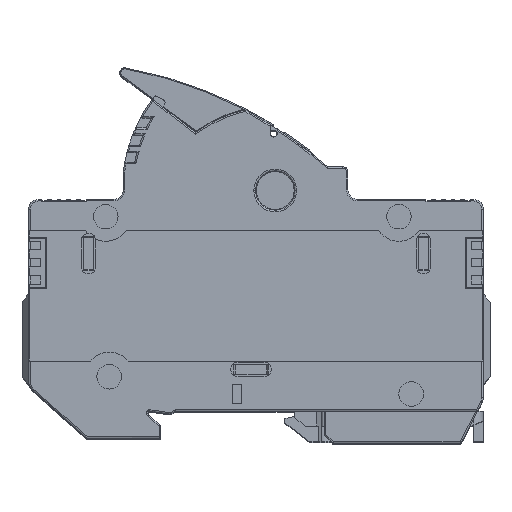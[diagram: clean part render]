
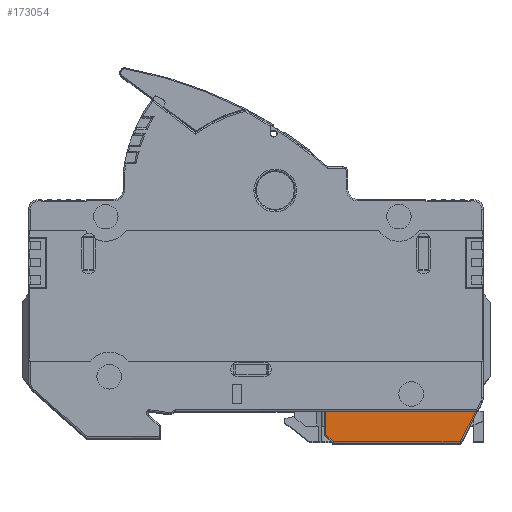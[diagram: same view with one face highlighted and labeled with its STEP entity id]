
A CAD part, top view. The second image highlights one B-rep face of the part: STEP entity #173054.
In plain terms, the highlighted planar face has unit normal (0, 0, 1).
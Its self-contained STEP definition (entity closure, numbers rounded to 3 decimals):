
#1076 = CARTESIAN_POINT ( 'NONE',  ( 25.334, -3.574, 91.6 ) ) ;
#7693 = CARTESIAN_POINT ( 'NONE',  ( -3.608, -9.774, 91.6 ) ) ;
#15564 = DIRECTION ( 'NONE',  ( 0., -1., 0. ) ) ;
#28898 = EDGE_CURVE ( 'NONE', #47342, #105107, #155142, .T. ) ;
#31507 = EDGE_CURVE ( 'NONE', #120456, #43509, #72928, .T. ) ;
#43509 = VERTEX_POINT ( 'NONE', #163518 ) ;
#44465 = DIRECTION ( 'NONE',  ( -0.457, -0.89, 0. ) ) ;
#47342 = VERTEX_POINT ( 'NONE', #48921 ) ;
#48921 = CARTESIAN_POINT ( 'NONE',  ( -3.608, -9.774, 91.6 ) ) ;
#51849 = EDGE_LOOP ( 'NONE', ( #98212, #54667, #166285, #134335, #75942 ) ) ;
#53197 = AXIS2_PLACEMENT_3D ( 'NONE', #103291, #86792, #162381 ) ;
#54667 = ORIENTED_EDGE ( 'NONE', *, *, #151520, .F. ) ;
#60211 = CARTESIAN_POINT ( 'NONE',  ( -5.132, -3.574, 91.6 ) ) ;
#64046 = LINE ( 'NONE', #60211, #65826 ) ;
#65826 = VECTOR ( 'NONE', #15564, 1000. ) ;
#71690 = CARTESIAN_POINT ( 'NONE',  ( 25.334, -3.574, 91.6 ) ) ;
#72928 = LINE ( 'NONE', #1076, #87586 ) ;
#74148 = PLANE ( 'NONE',  #53197 ) ;
#74453 = CARTESIAN_POINT ( 'NONE',  ( 22.151, -9.774, 91.6 ) ) ;
#75942 = ORIENTED_EDGE ( 'NONE', *, *, #31507, .T. ) ;
#76358 = DIRECTION ( 'NONE',  ( -0.707, 0.707, 0. ) ) ;
#78274 = LINE ( 'NONE', #80183, #145944 ) ;
#80183 = CARTESIAN_POINT ( 'NONE',  ( -3.608, -9.774, 91.6 ) ) ;
#82266 = CARTESIAN_POINT ( 'NONE',  ( 25.334, -3.574, 91.6 ) ) ;
#86792 = DIRECTION ( 'NONE',  ( 0., 0., 1. ) ) ;
#87586 = VECTOR ( 'NONE', #120433, 1000. ) ;
#92001 = EDGE_CURVE ( 'NONE', #43509, #161030, #64046, .T. ) ;
#96810 = CARTESIAN_POINT ( 'NONE',  ( -5.132, -8.249, 91.6 ) ) ;
#98212 = ORIENTED_EDGE ( 'NONE', *, *, #92001, .T. ) ;
#103291 = CARTESIAN_POINT ( 'NONE',  ( 36.865, -6.874, 91.6 ) ) ;
#103906 = EDGE_CURVE ( 'NONE', #120456, #105107, #150164, .T. ) ;
#105107 = VERTEX_POINT ( 'NONE', #74453 ) ;
#115163 = VECTOR ( 'NONE', #44465, 1000. ) ;
#120433 = DIRECTION ( 'NONE',  ( -1., 0., 0. ) ) ;
#120456 = VERTEX_POINT ( 'NONE', #82266 ) ;
#134335 = ORIENTED_EDGE ( 'NONE', *, *, #103906, .F. ) ;
#145944 = VECTOR ( 'NONE', #76358, 1000. ) ;
#150164 = LINE ( 'NONE', #71690, #115163 ) ;
#151520 = EDGE_CURVE ( 'NONE', #47342, #161030, #78274, .T. ) ;
#155142 = LINE ( 'NONE', #7693, #189307 ) ;
#161030 = VERTEX_POINT ( 'NONE', #96810 ) ;
#162381 = DIRECTION ( 'NONE',  ( 1., 0., 0. ) ) ;
#163518 = CARTESIAN_POINT ( 'NONE',  ( -5.132, -3.574, 91.6 ) ) ;
#166285 = ORIENTED_EDGE ( 'NONE', *, *, #28898, .T. ) ;
#173054 = ADVANCED_FACE ( 'NONE', ( #175956 ), #74148, .T. ) ;
#175956 = FACE_OUTER_BOUND ( 'NONE', #51849, .T. ) ;
#185187 = DIRECTION ( 'NONE',  ( 1., 0., 0. ) ) ;
#189307 = VECTOR ( 'NONE', #185187, 1000. ) ;
